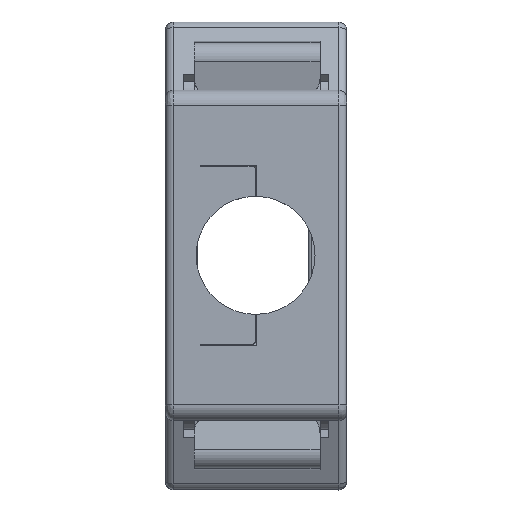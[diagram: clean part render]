
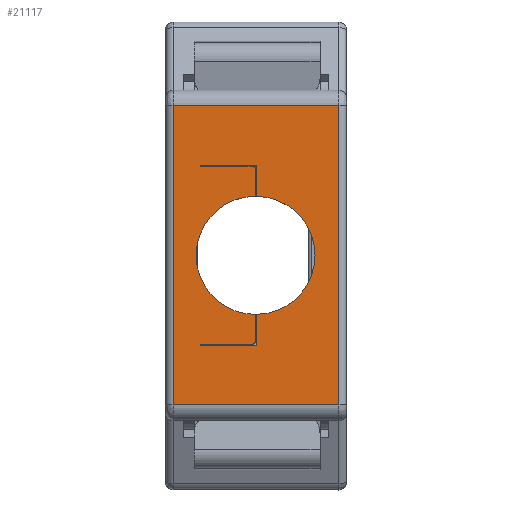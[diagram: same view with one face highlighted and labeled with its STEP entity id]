
A CAD part, top view. The second image highlights one B-rep face of the part: STEP entity #21117.
In plain terms, the highlighted planar face has unit normal (0, 0, 1).
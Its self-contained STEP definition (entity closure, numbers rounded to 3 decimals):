
#2146=CARTESIAN_POINT('',(10.8,9.5,0.));
#2147=VERTEX_POINT('',#2146);
#2165=CARTESIAN_POINT('',(0.3,9.5,0.));
#2166=VERTEX_POINT('',#2165);
#2174=CARTESIAN_POINT('',(0.3,9.5,0.));
#2175=DIRECTION('',(1.,0.,0.));
#2176=VECTOR('',#2175,10.5);
#2177=LINE('',#2174,#2176);
#2178=EDGE_CURVE('',#2166,#2147,#2177,.T.);
#5049=CARTESIAN_POINT('',(10.8,-9.5,0.));
#5050=VERTEX_POINT('',#5049);
#5051=CARTESIAN_POINT('',(10.8,9.5,0.));
#5052=DIRECTION('',(0.,-1.,0.));
#5053=VECTOR('',#5052,19.);
#5054=LINE('',#5051,#5053);
#5055=EDGE_CURVE('',#2147,#5050,#5054,.T.);
#6767=CARTESIAN_POINT('',(0.3,-9.5,0.));
#6768=VERTEX_POINT('',#6767);
#6769=CARTESIAN_POINT('',(0.3,-9.5,0.));
#6770=DIRECTION('',(1.,0.,0.));
#6771=VECTOR('',#6770,10.5);
#6772=LINE('',#6769,#6771);
#6773=EDGE_CURVE('',#6768,#5050,#6772,.T.);
#7134=CARTESIAN_POINT('',(5.6,-3.75,0.));
#7135=VERTEX_POINT('',#7134);
#7136=CARTESIAN_POINT('',(5.6,-5.7,0.));
#7137=VERTEX_POINT('',#7136);
#7138=CARTESIAN_POINT('',(5.6,-3.75,0.));
#7139=DIRECTION('',(0.,-1.,0.));
#7140=VECTOR('',#7139,1.95);
#7141=LINE('',#7138,#7140);
#7142=EDGE_CURVE('',#7135,#7137,#7141,.T.);
#7174=CARTESIAN_POINT('',(5.6,3.75,0.));
#7175=VERTEX_POINT('',#7174);
#7176=CARTESIAN_POINT('',(5.55,0.,0.));
#7177=DIRECTION('',(0.013,1.,0.));
#7178=DIRECTION('',(0.,0.,-1.));
#7179=AXIS2_PLACEMENT_3D('',#7176,#7178,#7177);
#7180=CIRCLE('',#7179,3.75);
#7181=EDGE_CURVE('',#7175,#7135,#7180,.T.);
#7207=CARTESIAN_POINT('',(5.6,5.7,0.));
#7208=VERTEX_POINT('',#7207);
#7209=CARTESIAN_POINT('',(5.6,5.7,0.));
#7210=DIRECTION('',(0.,-1.,0.));
#7211=VECTOR('',#7210,1.95);
#7212=LINE('',#7209,#7211);
#7213=EDGE_CURVE('',#7208,#7175,#7212,.T.);
#8837=CARTESIAN_POINT('',(2.,-5.7,0.));
#8838=VERTEX_POINT('',#8837);
#8839=CARTESIAN_POINT('',(5.6,-5.7,0.));
#8840=DIRECTION('',(-1.,0.,0.));
#8841=VECTOR('',#8840,3.6);
#8842=LINE('',#8839,#8841);
#8843=EDGE_CURVE('',#7137,#8838,#8842,.T.);
#8875=CARTESIAN_POINT('',(2.,5.7,0.));
#8876=VERTEX_POINT('',#8875);
#8877=CARTESIAN_POINT('',(2.,5.7,0.));
#8878=DIRECTION('',(1.,0.,0.));
#8879=VECTOR('',#8878,3.6);
#8880=LINE('',#8877,#8879);
#8881=EDGE_CURVE('',#8876,#7208,#8880,.T.);
#18261=CARTESIAN_POINT('',(2.,5.65,0.));
#18262=VERTEX_POINT('',#18261);
#18263=CARTESIAN_POINT('',(2.,5.65,0.));
#18264=DIRECTION('',(0.,1.,0.));
#18265=VECTOR('',#18264,0.05);
#18266=LINE('',#18263,#18265);
#18267=EDGE_CURVE('',#18262,#8876,#18266,.T.);
#18680=CARTESIAN_POINT('',(2.,-5.65,0.));
#18681=VERTEX_POINT('',#18680);
#18688=CARTESIAN_POINT('',(2.,-5.7,0.));
#18689=DIRECTION('',(0.,1.,0.));
#18690=VECTOR('',#18689,0.05);
#18691=LINE('',#18688,#18690);
#18692=EDGE_CURVE('',#8838,#18681,#18691,.T.);
#21035=CARTESIAN_POINT('',(4.87,-0.385,0.));
#21036=DIRECTION('',(0.,1.,0.));
#21037=DIRECTION('',(0.,0.,1.));
#21038=AXIS2_PLACEMENT_3D('',#21035,#21037,#21036);
#21039=PLANE('',#21038);
#21040=CARTESIAN_POINT('',(0.3,-9.5,0.));
#21041=DIRECTION('',(0.,1.,0.));
#21042=VECTOR('',#21041,19.);
#21043=LINE('',#21040,#21042);
#21044=EDGE_CURVE('',#6768,#2166,#21043,.T.);
#21045=ORIENTED_EDGE('',*,*,#21044,.F.);
#21046=ORIENTED_EDGE('',*,*,#6773,.T.);
#21047=ORIENTED_EDGE('',*,*,#5055,.F.);
#21048=ORIENTED_EDGE('',*,*,#2178,.F.);
#21049=EDGE_LOOP('',(#21045,#21046,#21047,#21048));
#21050=FACE_OUTER_BOUND('',#21049,.T.);
#21051=ORIENTED_EDGE('',*,*,#18692,.T.);
#21052=CARTESIAN_POINT('',(5.3,-5.65,0.));
#21053=VERTEX_POINT('',#21052);
#21054=CARTESIAN_POINT('',(5.3,-5.65,0.));
#21055=DIRECTION('',(-1.,0.,0.));
#21056=VECTOR('',#21055,3.3);
#21057=LINE('',#21054,#21056);
#21058=EDGE_CURVE('',#21053,#18681,#21057,.T.);
#21059=ORIENTED_EDGE('',*,*,#21058,.F.);
#21060=CARTESIAN_POINT('',(5.5,-5.45,0.));
#21061=VERTEX_POINT('',#21060);
#21062=CARTESIAN_POINT('',(5.3,-5.45,0.));
#21063=DIRECTION('',(0.,-1.,0.));
#21064=DIRECTION('',(0.,0.,1.));
#21065=AXIS2_PLACEMENT_3D('',#21062,#21064,#21063);
#21066=CIRCLE('',#21065,0.2);
#21067=EDGE_CURVE('',#21053,#21061,#21066,.T.);
#21068=ORIENTED_EDGE('',*,*,#21067,.T.);
#21069=CARTESIAN_POINT('',(5.5,-3.75,0.));
#21070=VERTEX_POINT('',#21069);
#21071=CARTESIAN_POINT('',(5.5,-3.75,0.));
#21072=DIRECTION('',(0.,-1.,0.));
#21073=VECTOR('',#21072,1.7);
#21074=LINE('',#21071,#21073);
#21075=EDGE_CURVE('',#21070,#21061,#21074,.T.);
#21076=ORIENTED_EDGE('',*,*,#21075,.F.);
#21077=CARTESIAN_POINT('',(5.5,3.75,0.));
#21078=VERTEX_POINT('',#21077);
#21079=CARTESIAN_POINT('',(5.5,0.,0.));
#21080=DIRECTION('',(0.,1.,0.));
#21081=DIRECTION('',(0.,0.,1.));
#21082=AXIS2_PLACEMENT_3D('',#21079,#21081,#21080);
#21083=CIRCLE('',#21082,3.75);
#21084=EDGE_CURVE('',#21078,#21070,#21083,.T.);
#21085=ORIENTED_EDGE('',*,*,#21084,.F.);
#21086=CARTESIAN_POINT('',(5.5,5.45,0.));
#21087=VERTEX_POINT('',#21086);
#21088=CARTESIAN_POINT('',(5.5,3.75,0.));
#21089=DIRECTION('',(0.,1.,0.));
#21090=VECTOR('',#21089,1.7);
#21091=LINE('',#21088,#21090);
#21092=EDGE_CURVE('',#21078,#21087,#21091,.T.);
#21093=ORIENTED_EDGE('',*,*,#21092,.T.);
#21094=CARTESIAN_POINT('',(5.3,5.65,0.));
#21095=VERTEX_POINT('',#21094);
#21096=CARTESIAN_POINT('',(5.3,5.45,0.));
#21097=DIRECTION('',(1.,0.,0.));
#21098=DIRECTION('',(0.,0.,1.));
#21099=AXIS2_PLACEMENT_3D('',#21096,#21098,#21097);
#21100=CIRCLE('',#21099,0.2);
#21101=EDGE_CURVE('',#21087,#21095,#21100,.T.);
#21102=ORIENTED_EDGE('',*,*,#21101,.T.);
#21103=CARTESIAN_POINT('',(2.,5.65,0.));
#21104=DIRECTION('',(1.,0.,0.));
#21105=VECTOR('',#21104,3.3);
#21106=LINE('',#21103,#21105);
#21107=EDGE_CURVE('',#18262,#21095,#21106,.T.);
#21108=ORIENTED_EDGE('',*,*,#21107,.F.);
#21109=ORIENTED_EDGE('',*,*,#18267,.T.);
#21110=ORIENTED_EDGE('',*,*,#8881,.T.);
#21111=ORIENTED_EDGE('',*,*,#7213,.T.);
#21112=ORIENTED_EDGE('',*,*,#7181,.T.);
#21113=ORIENTED_EDGE('',*,*,#7142,.T.);
#21114=ORIENTED_EDGE('',*,*,#8843,.T.);
#21115=EDGE_LOOP('',(#21051,#21059,#21068,#21076,#21085,#21093,#21102,#21108,#21109,#21110,#21111,#21112,#21113,#21114));
#21116=FACE_BOUND('',#21115,.T.);
#21117=ADVANCED_FACE('',(#21050,#21116),#21039,.T.);
